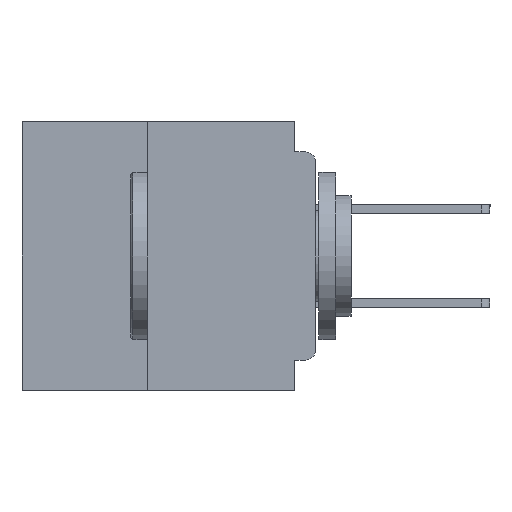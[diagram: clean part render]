
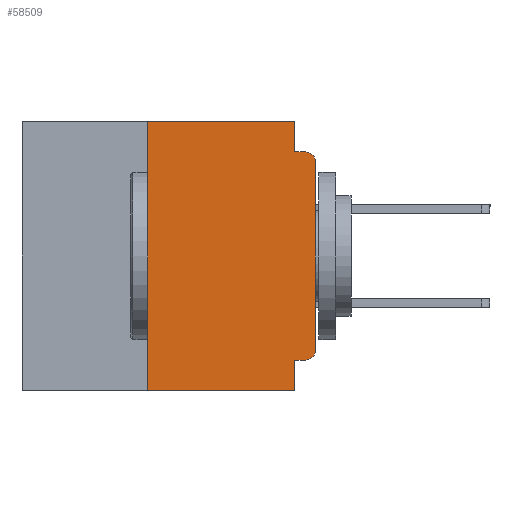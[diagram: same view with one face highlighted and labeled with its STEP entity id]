
A CAD part, left-side view. The second image highlights one B-rep face of the part: STEP entity #58509.
In plain terms, the highlighted planar face has unit normal (-1, 0, 0).
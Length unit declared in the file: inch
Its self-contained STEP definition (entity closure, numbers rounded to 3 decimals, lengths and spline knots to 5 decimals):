
#494 = VECTOR ( 'NONE', #3791, 39.37008 ) ;
#1305 = EDGE_CURVE ( 'NONE', #50989, #53253, #33915, .T. ) ;
#1552 = CARTESIAN_POINT ( 'NONE',  ( 0., 0.437, -0.4 ) ) ;
#2776 = EDGE_CURVE ( 'NONE', #55400, #63614, #12582, .T. ) ;
#3791 = DIRECTION ( 'NONE',  ( 0., 1., 0. ) ) ;
#5125 = ORIENTED_EDGE ( 'NONE', *, *, #59031, .T. ) ;
#5139 = VECTOR ( 'NONE', #12271, 39.37008 ) ;
#6012 = VECTOR ( 'NONE', #52055, 39.37008 ) ;
#7097 = DIRECTION ( 'NONE',  ( 0., -1., 0. ) ) ;
#7656 = VERTEX_POINT ( 'NONE', #58626 ) ;
#8023 = CARTESIAN_POINT ( 'NONE',  ( 0., 0., -0.045 ) ) ;
#8261 = EDGE_CURVE ( 'NONE', #45218, #24387, #59276, .T. ) ;
#12203 = ORIENTED_EDGE ( 'NONE', *, *, #33656, .F. ) ;
#12271 = DIRECTION ( 'NONE',  ( 0., 0., -1. ) ) ;
#12442 = CARTESIAN_POINT ( 'NONE',  ( 0., 0.031, 0. ) ) ;
#12582 = LINE ( 'NONE', #15998, #69012 ) ;
#12916 = DIRECTION ( 'NONE',  ( -1., 0., 0. ) ) ;
#14113 = CARTESIAN_POINT ( 'NONE',  ( 0., 0.25, -0.4 ) ) ;
#15024 = LINE ( 'NONE', #67424, #494 ) ;
#15753 = DIRECTION ( 'NONE',  ( 0., 0., 1. ) ) ;
#15998 = CARTESIAN_POINT ( 'NONE',  ( 0., 0.25, -0.4 ) ) ;
#17291 = VECTOR ( 'NONE', #40533, 39.37008 ) ;
#18977 = LINE ( 'NONE', #19204, #17291 ) ;
#19204 = CARTESIAN_POINT ( 'NONE',  ( 0., 0.031, -0.4 ) ) ;
#20235 = CARTESIAN_POINT ( 'NONE',  ( 0., 0., 0. ) ) ;
#20860 = LINE ( 'NONE', #1552, #47545 ) ;
#21525 = VERTEX_POINT ( 'NONE', #36576 ) ;
#22880 = CARTESIAN_POINT ( 'NONE',  ( 0., 0.015, -0.045 ) ) ;
#23825 = CARTESIAN_POINT ( 'NONE',  ( 0., 0.031, -0.355 ) ) ;
#24037 = EDGE_CURVE ( 'NONE', #63614, #50989, #38741, .T. ) ;
#24125 = AXIS2_PLACEMENT_3D ( 'NONE', #59493, #27935, #64774 ) ;
#24148 = EDGE_LOOP ( 'NONE', ( #61821, #64132, #43634, #40868, #31178, #59281, #5125, #12203, #34293, #29436 ) ) ;
#24387 = VERTEX_POINT ( 'NONE', #35543 ) ;
#24487 = VECTOR ( 'NONE', #26448, 39.37008 ) ;
#25398 = CARTESIAN_POINT ( 'NONE',  ( 0., 0.25, 0. ) ) ;
#26448 = DIRECTION ( 'NONE',  ( 0., -1., 0. ) ) ;
#26798 = CIRCLE ( 'NONE', #32038, 0.015 ) ;
#27935 = DIRECTION ( 'NONE',  ( -1., 0., 0. ) ) ;
#28791 = EDGE_CURVE ( 'NONE', #24387, #21525, #33126, .T. ) ;
#29436 = ORIENTED_EDGE ( 'NONE', *, *, #8261, .T. ) ;
#29707 = CARTESIAN_POINT ( 'NONE',  ( 0., 0.437, 0. ) ) ;
#31178 = ORIENTED_EDGE ( 'NONE', *, *, #24037, .F. ) ;
#31818 = VERTEX_POINT ( 'NONE', #22880 ) ;
#32038 = AXIS2_PLACEMENT_3D ( 'NONE', #45005, #12916, #50250 ) ;
#33126 = LINE ( 'NONE', #20235, #6012 ) ;
#33656 = EDGE_CURVE ( 'NONE', #36797, #7656, #18977, .T. ) ;
#33915 = LINE ( 'NONE', #12442, #5139 ) ;
#34293 = ORIENTED_EDGE ( 'NONE', *, *, #67789, .F. ) ;
#35289 = DIRECTION ( 'NONE',  ( 0., 0., -1. ) ) ;
#35543 = CARTESIAN_POINT ( 'NONE',  ( 0., 0., -0.34 ) ) ;
#36546 = AXIS2_PLACEMENT_3D ( 'NONE', #29707, #66727, #35289 ) ;
#36576 = CARTESIAN_POINT ( 'NONE',  ( 0., 0., -0.06 ) ) ;
#36797 = VERTEX_POINT ( 'NONE', #23825 ) ;
#37088 = CARTESIAN_POINT ( 'NONE',  ( 0., 0.031, 0. ) ) ;
#38042 = EDGE_CURVE ( 'NONE', #53253, #31818, #54692, .T. ) ;
#38575 = FACE_OUTER_BOUND ( 'NONE', #24148, .T. ) ;
#38741 = LINE ( 'NONE', #47572, #24487 ) ;
#40533 = DIRECTION ( 'NONE',  ( 0., 0., -1. ) ) ;
#40868 = ORIENTED_EDGE ( 'NONE', *, *, #1305, .F. ) ;
#43634 = ORIENTED_EDGE ( 'NONE', *, *, #38042, .F. ) ;
#45005 = CARTESIAN_POINT ( 'NONE',  ( 0., 0.015, -0.06 ) ) ;
#45218 = VERTEX_POINT ( 'NONE', #45892 ) ;
#45892 = CARTESIAN_POINT ( 'NONE',  ( 0., 0.015, -0.355 ) ) ;
#47545 = VECTOR ( 'NONE', #7097, 39.37008 ) ;
#47572 = CARTESIAN_POINT ( 'NONE',  ( 0., 0.437, 0. ) ) ;
#50050 = EDGE_CURVE ( 'NONE', #21525, #31818, #26798, .T. ) ;
#50250 = DIRECTION ( 'NONE',  ( 0., 0., -1. ) ) ;
#50989 = VERTEX_POINT ( 'NONE', #37088 ) ;
#52055 = DIRECTION ( 'NONE',  ( 0., 0., 1. ) ) ;
#53253 = VERTEX_POINT ( 'NONE', #56987 ) ;
#54692 = LINE ( 'NONE', #8023, #66967 ) ;
#55400 = VERTEX_POINT ( 'NONE', #14113 ) ;
#56089 = DIRECTION ( 'NONE',  ( 0., -1., 0. ) ) ;
#56987 = CARTESIAN_POINT ( 'NONE',  ( 0., 0.031, -0.045 ) ) ;
#58509 = ADVANCED_FACE ( 'NONE', ( #38575 ), #61445, .F. ) ;
#58626 = CARTESIAN_POINT ( 'NONE',  ( 0., 0.031, -0.4 ) ) ;
#59031 = EDGE_CURVE ( 'NONE', #55400, #7656, #20860, .T. ) ;
#59276 = CIRCLE ( 'NONE', #24125, 0.015 ) ;
#59281 = ORIENTED_EDGE ( 'NONE', *, *, #2776, .F. ) ;
#59493 = CARTESIAN_POINT ( 'NONE',  ( 0., 0.015, -0.34 ) ) ;
#61445 = PLANE ( 'NONE',  #36546 ) ;
#61821 = ORIENTED_EDGE ( 'NONE', *, *, #28791, .T. ) ;
#63614 = VERTEX_POINT ( 'NONE', #25398 ) ;
#64132 = ORIENTED_EDGE ( 'NONE', *, *, #50050, .T. ) ;
#64774 = DIRECTION ( 'NONE',  ( 0., 0., -1. ) ) ;
#66727 = DIRECTION ( 'NONE',  ( 1., 0., 0. ) ) ;
#66967 = VECTOR ( 'NONE', #56089, 39.37008 ) ;
#67424 = CARTESIAN_POINT ( 'NONE',  ( 0., 0., -0.355 ) ) ;
#67789 = EDGE_CURVE ( 'NONE', #45218, #36797, #15024, .T. ) ;
#69012 = VECTOR ( 'NONE', #15753, 39.37008 ) ;
